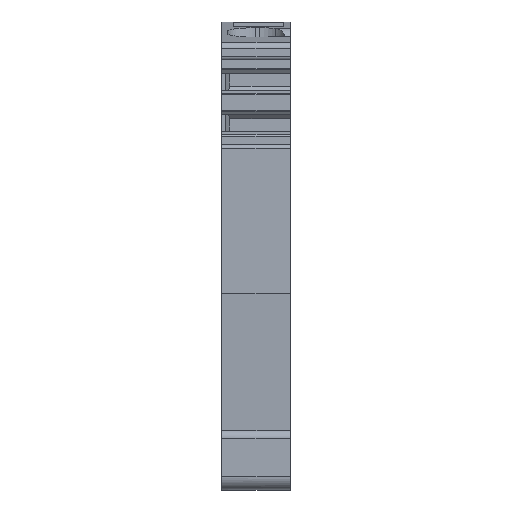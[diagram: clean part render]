
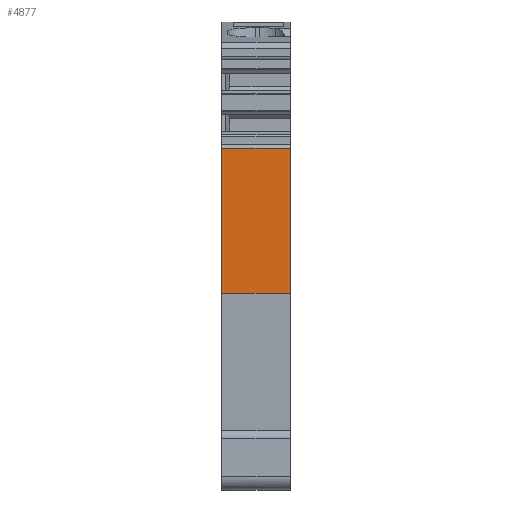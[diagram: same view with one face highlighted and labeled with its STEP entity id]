
A CAD part, front view. The second image highlights one B-rep face of the part: STEP entity #4877.
In plain terms, the highlighted planar face has unit normal (0, -1, 0).
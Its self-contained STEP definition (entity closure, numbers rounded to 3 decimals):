
#4857=AXIS2_PLACEMENT_3D('Plane Axis2P3D',#4854,#4855,#4856) ;
#1170=CARTESIAN_POINT('Vertex',(0.,2.236,14.571)) ;
#1173=CARTESIAN_POINT('Line Origine',(0.,2.236,19.955)) ;
#1177=CARTESIAN_POINT('Vertex',(0.,2.236,25.339)) ;
#4835=CARTESIAN_POINT('Line Origine',(2.55,2.236,14.571)) ;
#4839=CARTESIAN_POINT('Vertex',(5.1,2.236,14.571)) ;
#4854=CARTESIAN_POINT('Axis2P3D Location',(5.1,2.236,14.571)) ;
#4859=CARTESIAN_POINT('Line Origine',(5.1,2.236,19.955)) ;
#4863=CARTESIAN_POINT('Vertex',(5.1,2.236,25.339)) ;
#4866=CARTESIAN_POINT('Line Origine',(2.55,2.236,25.339)) ;
#1174=DIRECTION('Vector Direction',(0.,0.,1.)) ;
#4836=DIRECTION('Vector Direction',(1.,0.,0.)) ;
#4855=DIRECTION('Axis2P3D Direction',(0.,-1.,0.)) ;
#4856=DIRECTION('Axis2P3D XDirection',(0.,0.,-1.)) ;
#4860=DIRECTION('Vector Direction',(0.,0.,1.)) ;
#4867=DIRECTION('Vector Direction',(-1.,0.,0.)) ;
#1175=VECTOR('Line Direction',#1174,1.) ;
#4837=VECTOR('Line Direction',#4836,1.) ;
#4861=VECTOR('Line Direction',#4860,1.) ;
#4868=VECTOR('Line Direction',#4867,1.) ;
#4872=ORIENTED_EDGE('',*,*,#1179,.F.) ;
#4873=ORIENTED_EDGE('',*,*,#4841,.T.) ;
#4874=ORIENTED_EDGE('',*,*,#4865,.T.) ;
#4875=ORIENTED_EDGE('',*,*,#4870,.T.) ;
#4877=ADVANCED_FACE('PartBody ( *SOL6 ) ( GEHAEUSE ZDUB/15 )',(#4876),#4858,.T.) ;
#1179=EDGE_CURVE('',#1171,#1178,#1176,.T.) ;
#4841=EDGE_CURVE('',#1171,#4840,#4838,.T.) ;
#4865=EDGE_CURVE('',#4840,#4864,#4862,.T.) ;
#4870=EDGE_CURVE('',#4864,#1178,#4869,.T.) ;
#4871=EDGE_LOOP('',(#4872,#4873,#4874,#4875)) ;
#4876=FACE_OUTER_BOUND('',#4871,.T.) ;
#1176=LINE('Line',#1173,#1175) ;
#4838=LINE('Line',#4835,#4837) ;
#4862=LINE('Line',#4859,#4861) ;
#4869=LINE('Line',#4866,#4868) ;
#4858=PLANE('',#4857) ;
#1171=VERTEX_POINT('',#1170) ;
#1178=VERTEX_POINT('',#1177) ;
#4840=VERTEX_POINT('',#4839) ;
#4864=VERTEX_POINT('',#4863) ;
